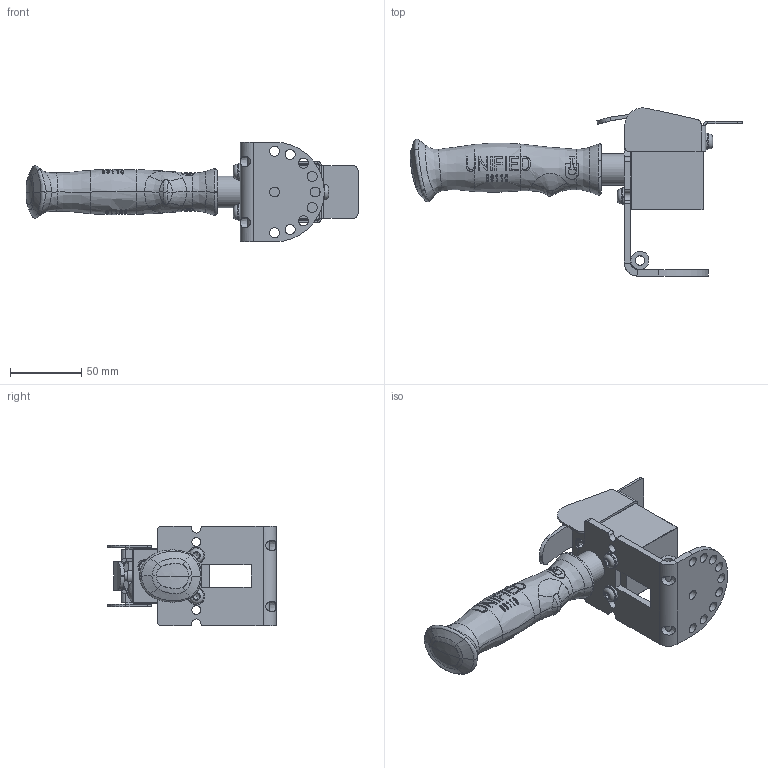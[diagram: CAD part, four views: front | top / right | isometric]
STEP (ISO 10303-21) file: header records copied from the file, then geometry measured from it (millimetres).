
FILE_DESCRIPTION(/* description */ (''),/* implementation_level */ '2;1');
FILE_NAME(/* name */ '79627.stp',/* time_stamp */ '2020-12-02T07:31:56-05:00',/* author */ ('mnhhw'),/* organization */ (''),/* preprocessor_version */ 'ST-DEVELOPER v17',/* originating_system */ 'Autodesk Inventor 2019',/* authorisation */ '');
FILE_SCHEMA (('AUTOMOTIVE_DESIGN { 1 0 10303 214 3 1 1 }'));
Products named in the file (1): Part1
Bounding box: 232.84 x 117.98 x 69.85 mm (x, y, z)
Volume: 178072.9 mm3; surface area: 88200 mm2
Topology: 15 solids, 20 shells, 806 faces, 2317 edges, 1581 vertices
Faces by surface type: plane 363, bspline 292, cylinder 107, cone 33, torus 10, sphere 1
Full cylindrical faces by diameter (mm): 4.762 x2, 4.953 x2, 5 x3, 6 x3, 6.172 x1, 6.35 x6, 6.604 x2, 6.985 x10, 9.133 x1, 10.5 x3, 12.7 x2, 14.224 x1, 14.351 x1, 14.55 x1, 15.875 x1, 18.796 x1, 19.05 x1, 22.225 x1, 22.479 x1
Entity records: 54749 total; most frequent: CARTESIAN_POINT 35320, ORIENTED_EDGE 4566, DIRECTION 3009, EDGE_CURVE 2314, VERTEX_POINT 1581, AXIS2_PLACEMENT_3D 1074, EDGE_LOOP 911, B_SPLINE_CURVE_WITH_KNOTS 865
